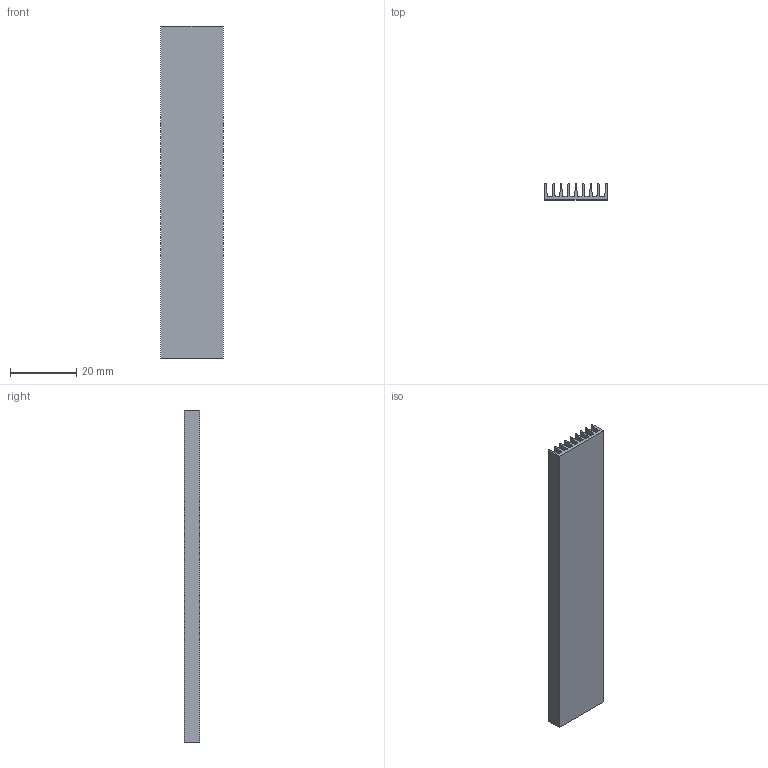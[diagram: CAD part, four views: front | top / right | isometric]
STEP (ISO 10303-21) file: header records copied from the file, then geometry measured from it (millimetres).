
FILE_DESCRIPTION(('STEP AP203'),'1');
FILE_NAME('sk_675_100_al.stp','2025-03-22T23:27:28',('TraceParts'),('TraceParts S.A.'),'Spatial InterOp 3D',' ',' ');
FILE_SCHEMA(('CONFIG_CONTROL_DESIGN'));
Length unit declared in the file: millimetre
Products named in the file (1): 1
Bounding box: 18.9 x 4.8 x 100 mm (x, y, z)
Volume: 3955.1 mm3; surface area: 10226.9 mm2
Topology: 1 solids, 1 shells, 54 faces, 156 edges, 104 vertices
Faces by surface type: plane 29, cylinder 25
Entity records: 1834 total; most frequent: DIRECTION 316, CARTESIAN_POINT 315, ORIENTED_EDGE 312, EDGE_CURVE 156, LINE 106, VECTOR 106, AXIS2_PLACEMENT_3D 105, VERTEX_POINT 104
